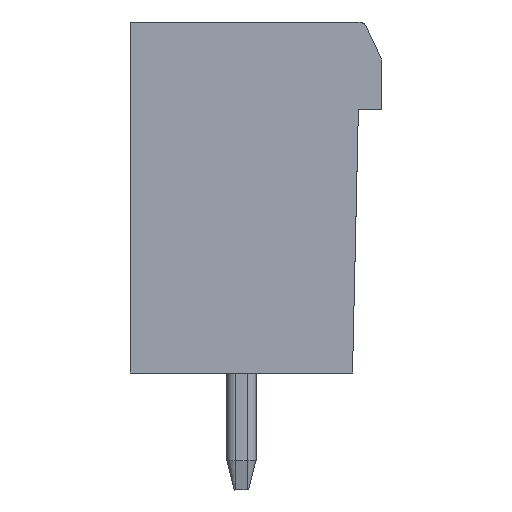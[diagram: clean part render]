
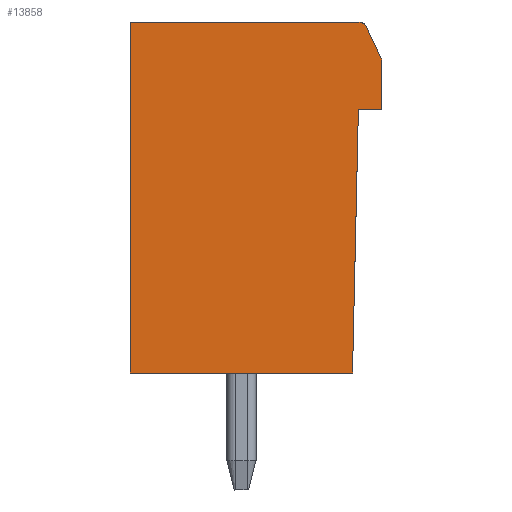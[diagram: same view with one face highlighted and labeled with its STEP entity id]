
A CAD part, left-side view. The second image highlights one B-rep face of the part: STEP entity #13858.
In plain terms, the highlighted planar face has unit normal (-1, 0, 0).
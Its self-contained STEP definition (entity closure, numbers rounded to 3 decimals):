
#542=DIRECTION('',(0.,0.,1.));
#543=VECTOR('',#542,1.7);
#544=CARTESIAN_POINT('',(-39.078,0.,
-3.));
#545=LINE('',#544,#543);
#590=DIRECTION('',(0.,-1.,0.));
#591=VECTOR('',#590,0.8);
#592=CARTESIAN_POINT('',(-39.078,0.8,-3.));
#593=LINE('',#592,#591);
#1758=DIRECTION('',(0.,-1.,0.));
#1759=VECTOR('',#1758,7.6);
#1760=CARTESIAN_POINT('',(-39.078,8.6,-12.));
#1761=LINE('',#1760,#1759);
#1962=DIRECTION('',(0.,0.,-1.));
#1963=VECTOR('',#1962,12.);
#1964=CARTESIAN_POINT('',(-39.078,8.6,0.));
#1965=LINE('',#1964,#1963);
#2059=DIRECTION('',(0.,1.,0.));
#2060=VECTOR('',#2059,7.808);
#2061=CARTESIAN_POINT('',(-39.078,0.792,
0.));
#2062=LINE('',#2061,#2060);
#2239=DIRECTION('',(0.,0.022,-1.));
#2240=VECTOR('',#2239,9.002);
#2241=CARTESIAN_POINT('',(-39.078,0.8,-3.));
#2242=LINE('',#2241,#2240);
#2243=CARTESIAN_POINT('',(-39.078,0.792,
-0.3));
#2244=DIRECTION('',(1.,0.,0.));
#2245=DIRECTION('',(0.,0.,1.));
#2246=AXIS2_PLACEMENT_3D('',#2243,#2244,#2245);
#2248=DIRECTION('',(0.,-0.419,-0.908));
#2249=VECTOR('',#2248,1.24);
#2250=CARTESIAN_POINT('',(-39.078,0.52,
-0.174));
#2251=LINE('',#2250,#2249);
#9722=CARTESIAN_POINT('',(-39.078,0.,
-3.));
#9724=VERTEX_POINT('',#9722);
#9725=CARTESIAN_POINT('',(-39.078,0.,
-1.3));
#9726=VERTEX_POINT('',#9725);
#9758=CARTESIAN_POINT('',(-39.078,0.8,-3.));
#9760=VERTEX_POINT('',#9758);
#9762=CARTESIAN_POINT('',(-39.078,1.,-12.));
#9764=VERTEX_POINT('',#9762);
#9771=CARTESIAN_POINT('',(-39.078,8.6,-12.));
#9772=VERTEX_POINT('',#9771);
#9898=CARTESIAN_POINT('',(-39.078,8.6,0.));
#9900=VERTEX_POINT('',#9898);
#9941=CARTESIAN_POINT('',(-39.078,0.792,
0.));
#9942=VERTEX_POINT('',#9941);
#9988=CARTESIAN_POINT('',(-39.078,0.52,
-0.174));
#9989=VERTEX_POINT('',#9988);
#13843=CARTESIAN_POINT('',(-39.078,4.3,
-6.));
#13844=DIRECTION('',(1.,0.,0.));
#13845=DIRECTION('',(0.,1.,0.));
#13846=AXIS2_PLACEMENT_3D('',#13843,#13844,#13845);
#13847=PLANE('',#13846);
#13848=ORIENTED_EDGE('',*,*,#12749,.T.);
#13849=ORIENTED_EDGE('',*,*,#13382,.F.);
#13850=ORIENTED_EDGE('',*,*,#13535,.F.);
#13851=ORIENTED_EDGE('',*,*,#13615,.F.);
#13852=ORIENTED_EDGE('',*,*,#13837,.T.);
#13853=ORIENTED_EDGE('',*,*,#13825,.T.);
#13854=ORIENTED_EDGE('',*,*,#12687,.F.);
#13855=ORIENTED_EDGE('',*,*,#12734,.F.);
#13856=EDGE_LOOP('',(#13848,#13849,#13850,#13851,#13852,#13853,#13854,#13855));
#13857=FACE_OUTER_BOUND('',#13856,.F.);
#2247=CIRCLE('',#2246,0.3);
#12687=EDGE_CURVE('',#9724,#9726,#545,.T.);
#12734=EDGE_CURVE('',#9760,#9724,#593,.T.);
#12749=EDGE_CURVE('',#9760,#9764,#2242,.T.);
#13382=EDGE_CURVE('',#9772,#9764,#1761,.T.);
#13535=EDGE_CURVE('',#9900,#9772,#1965,.T.);
#13615=EDGE_CURVE('',#9942,#9900,#2062,.T.);
#13825=EDGE_CURVE('',#9989,#9726,#2251,.T.);
#13837=EDGE_CURVE('',#9942,#9989,#2247,.T.);
#13858=ADVANCED_FACE('',(#13857),#13847,.F.);
